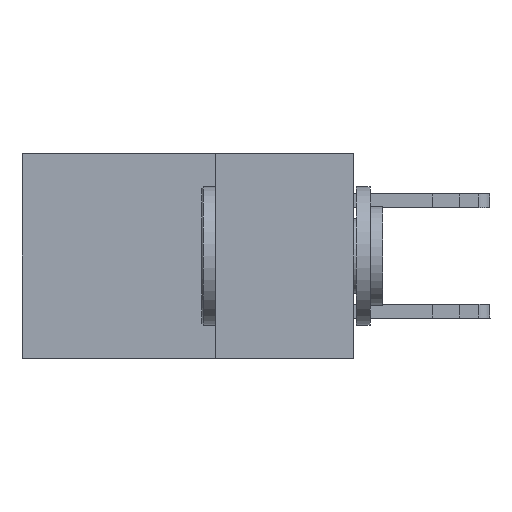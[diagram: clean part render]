
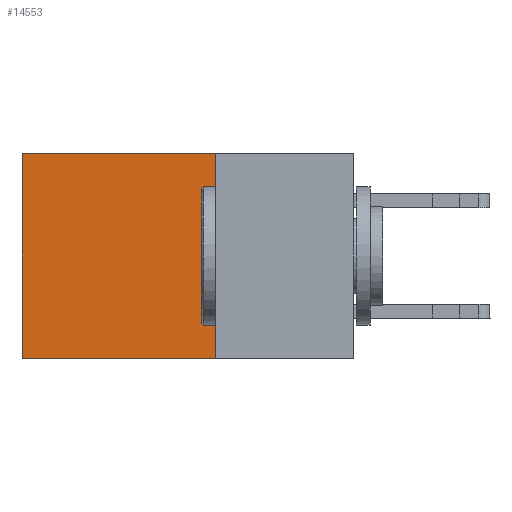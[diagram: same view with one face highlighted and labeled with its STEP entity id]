
A CAD part, left-side view. The second image highlights one B-rep face of the part: STEP entity #14553.
In plain terms, the highlighted planar face has unit normal (-1, 0, 0).
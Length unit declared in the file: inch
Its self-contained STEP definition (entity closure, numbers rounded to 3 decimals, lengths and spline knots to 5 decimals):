
#222 = VERTEX_POINT ( 'NONE', #20754 ) ;
#1510 = EDGE_CURVE ( 'NONE', #7404, #222, #17794, .T. ) ;
#2057 = ORIENTED_EDGE ( 'NONE', *, *, #22122, .F. ) ;
#2908 = VECTOR ( 'NONE', #9825, 39.37008 ) ;
#3419 = EDGE_CURVE ( 'NONE', #9847, #16223, #21835, .T. ) ;
#4693 = ORIENTED_EDGE ( 'NONE', *, *, #3419, .T. ) ;
#4843 = LINE ( 'NONE', #20272, #2908 ) ;
#5476 = CARTESIAN_POINT ( 'NONE',  ( 0.2875, 0.25, -0.37 ) ) ;
#6514 = VECTOR ( 'NONE', #11402, 39.37008 ) ;
#7404 = VERTEX_POINT ( 'NONE', #26307 ) ;
#8036 = EDGE_LOOP ( 'NONE', ( #4693, #2057, #23674, #9306 ) ) ;
#8178 = AXIS2_PLACEMENT_3D ( 'NONE', #17689, #20340, #24000 ) ;
#9306 = ORIENTED_EDGE ( 'NONE', *, *, #14047, .T. ) ;
#9825 = DIRECTION ( 'NONE',  ( 0., 1., 0. ) ) ;
#9847 = VERTEX_POINT ( 'NONE', #14147 ) ;
#11400 = CARTESIAN_POINT ( 'NONE',  ( 0.2875, 0.25, 0. ) ) ;
#11402 = DIRECTION ( 'NONE',  ( 0., 0., -1. ) ) ;
#11715 = VECTOR ( 'NONE', #15608, 39.37008 ) ;
#12387 = LINE ( 'NONE', #5476, #22931 ) ;
#14047 = EDGE_CURVE ( 'NONE', #7404, #9847, #4843, .T. ) ;
#14147 = CARTESIAN_POINT ( 'NONE',  ( 0.2875, 0.6, 0. ) ) ;
#14553 = ADVANCED_FACE ( 'NONE', ( #21766 ), #15821, .F. ) ;
#15608 = DIRECTION ( 'NONE',  ( 0., 0., -1. ) ) ;
#15821 = PLANE ( 'NONE',  #8178 ) ;
#16223 = VERTEX_POINT ( 'NONE', #24182 ) ;
#17689 = CARTESIAN_POINT ( 'NONE',  ( 0.2875, 0.25, 0. ) ) ;
#17794 = LINE ( 'NONE', #11400, #11715 ) ;
#17819 = DIRECTION ( 'NONE',  ( 0., 1., 0. ) ) ;
#20272 = CARTESIAN_POINT ( 'NONE',  ( 0.2875, 0.25, 0. ) ) ;
#20340 = DIRECTION ( 'NONE',  ( 1., 0., 0. ) ) ;
#20754 = CARTESIAN_POINT ( 'NONE',  ( 0.2875, 0.25, -0.37 ) ) ;
#21295 = CARTESIAN_POINT ( 'NONE',  ( 0.2875, 0.6, 0. ) ) ;
#21766 = FACE_OUTER_BOUND ( 'NONE', #8036, .T. ) ;
#21835 = LINE ( 'NONE', #21295, #6514 ) ;
#22122 = EDGE_CURVE ( 'NONE', #222, #16223, #12387, .T. ) ;
#22931 = VECTOR ( 'NONE', #17819, 39.37008 ) ;
#23674 = ORIENTED_EDGE ( 'NONE', *, *, #1510, .F. ) ;
#24000 = DIRECTION ( 'NONE',  ( 0., 0., -1. ) ) ;
#24182 = CARTESIAN_POINT ( 'NONE',  ( 0.2875, 0.6, -0.37 ) ) ;
#26307 = CARTESIAN_POINT ( 'NONE',  ( 0.2875, 0.25, 0. ) ) ;
